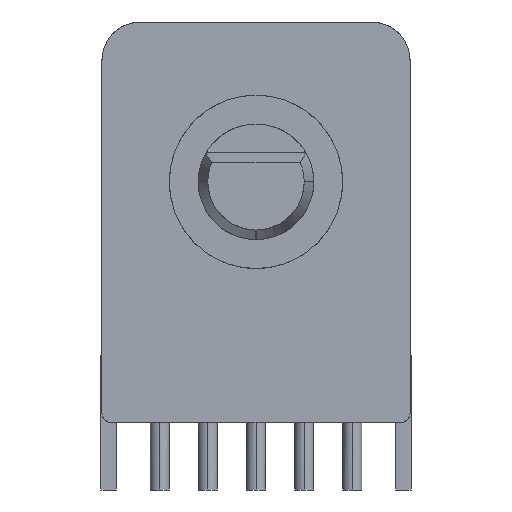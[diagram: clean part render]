
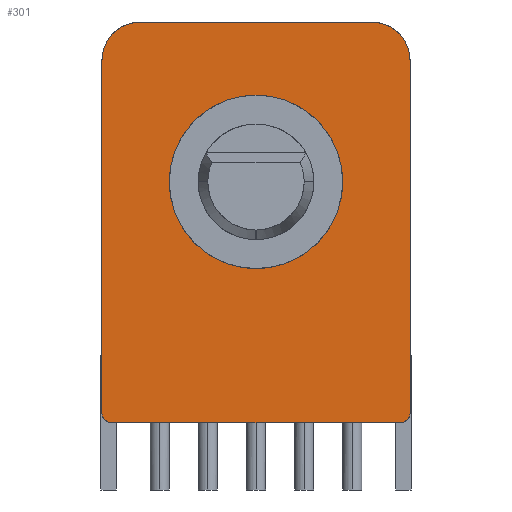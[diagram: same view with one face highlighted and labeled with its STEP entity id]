
A CAD part, front view. The second image highlights one B-rep face of the part: STEP entity #301.
In plain terms, the highlighted free-form (B-spline) face has degree [1, 1] with [2, 2] control points.
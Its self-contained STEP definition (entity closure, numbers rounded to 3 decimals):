
#200=(
BOUNDED_SURFACE()
B_SPLINE_SURFACE(1,1,((#201,#202),(#203,#204)),.UNSPECIFIED.,.F.,.F.,.F.)
B_SPLINE_SURFACE_WITH_KNOTS((2,2),(2,2),(0.000,1.000),(0.000,1.000),.UNSPECIFIED.)
GEOMETRIC_REPRESENTATION_ITEM()
RATIONAL_B_SPLINE_SURFACE(((1.,1.),(1.,1.)))
REPRESENTATION_ITEM('')
SURFACE()
);
#201=CARTESIAN_POINT('',(8.,-8.,20.8));
#202=CARTESIAN_POINT('',(8.,-8.,0.));
#203=CARTESIAN_POINT('',(-8.,-8.,20.8));
#204=CARTESIAN_POINT('',(-8.,-8.,0.));
#205=CARTESIAN_POINT('',(-7.5,-8.,0.));
#206=VERTEX_POINT('',#205);
#207=(
BOUNDED_CURVE()
B_SPLINE_CURVE(2,(#208,#209,#210),.UNSPECIFIED.,.F.,.F.)
B_SPLINE_CURVE_WITH_KNOTS((3,3),(0.000,1.000),.UNSPECIFIED.)
CURVE()
GEOMETRIC_REPRESENTATION_ITEM()
RATIONAL_B_SPLINE_CURVE((1.,0.707,1.))
REPRESENTATION_ITEM('')
);
#208=CARTESIAN_POINT('',(-7.5,-8.,0.));
#209=CARTESIAN_POINT('',(-8.,-8.,0.));
#210=CARTESIAN_POINT('',(-8.,-8.,0.5));
#211=CARTESIAN_POINT('',(-8.,-8.,0.5));
#212=VERTEX_POINT('',#211);
#213=EDGE_CURVE('',#206,#212,#207,.T.);
#214=ORIENTED_EDGE('',*,*,#213,.T.);
#215=(
BOUNDED_CURVE()
B_SPLINE_CURVE(1,(#216,#217),.UNSPECIFIED.,.F.,.F.)
B_SPLINE_CURVE_WITH_KNOTS((2,2),(0.000,1.000),.UNSPECIFIED.)
CURVE()
GEOMETRIC_REPRESENTATION_ITEM()
RATIONAL_B_SPLINE_CURVE((1.,1.))
REPRESENTATION_ITEM('')
);
#216=CARTESIAN_POINT('',(-8.,-8.,0.5));
#217=CARTESIAN_POINT('',(-8.,-8.,18.8));
#218=CARTESIAN_POINT('',(-8.,-8.,18.8));
#219=VERTEX_POINT('',#218);
#220=EDGE_CURVE('',#212,#219,#215,.T.);
#221=ORIENTED_EDGE('',*,*,#220,.T.);
#222=(
BOUNDED_CURVE()
B_SPLINE_CURVE(2,(#223,#224,#225),.UNSPECIFIED.,.F.,.F.)
B_SPLINE_CURVE_WITH_KNOTS((3,3),(0.000,1.000),.UNSPECIFIED.)
CURVE()
GEOMETRIC_REPRESENTATION_ITEM()
RATIONAL_B_SPLINE_CURVE((1.,0.707,1.))
REPRESENTATION_ITEM('')
);
#223=CARTESIAN_POINT('',(-8.,-8.,18.8));
#224=CARTESIAN_POINT('',(-8.,-8.,20.8));
#225=CARTESIAN_POINT('',(-6.,-8.,20.8));
#226=CARTESIAN_POINT('',(-6.,-8.,20.8));
#227=VERTEX_POINT('',#226);
#228=EDGE_CURVE('',#219,#227,#222,.T.);
#229=ORIENTED_EDGE('',*,*,#228,.T.);
#230=(
BOUNDED_CURVE()
B_SPLINE_CURVE(1,(#231,#232),.UNSPECIFIED.,.F.,.F.)
B_SPLINE_CURVE_WITH_KNOTS((2,2),(0.000,1.000),.UNSPECIFIED.)
CURVE()
GEOMETRIC_REPRESENTATION_ITEM()
RATIONAL_B_SPLINE_CURVE((1.,1.))
REPRESENTATION_ITEM('')
);
#231=CARTESIAN_POINT('',(-6.,-8.,20.8));
#232=CARTESIAN_POINT('',(6.,-8.,20.8));
#233=CARTESIAN_POINT('',(6.,-8.,20.8));
#234=VERTEX_POINT('',#233);
#235=EDGE_CURVE('',#227,#234,#230,.T.);
#236=ORIENTED_EDGE('',*,*,#235,.T.);
#237=(
BOUNDED_CURVE()
B_SPLINE_CURVE(2,(#238,#239,#240),.UNSPECIFIED.,.F.,.F.)
B_SPLINE_CURVE_WITH_KNOTS((3,3),(0.000,1.000),.UNSPECIFIED.)
CURVE()
GEOMETRIC_REPRESENTATION_ITEM()
RATIONAL_B_SPLINE_CURVE((1.,0.707,1.))
REPRESENTATION_ITEM('')
);
#238=CARTESIAN_POINT('',(6.,-8.,20.8));
#239=CARTESIAN_POINT('',(8.,-8.,20.8));
#240=CARTESIAN_POINT('',(8.,-8.,18.8));
#241=CARTESIAN_POINT('',(8.,-8.,18.8));
#242=VERTEX_POINT('',#241);
#243=EDGE_CURVE('',#234,#242,#237,.T.);
#244=ORIENTED_EDGE('',*,*,#243,.T.);
#245=(
BOUNDED_CURVE()
B_SPLINE_CURVE(1,(#246,#247),.UNSPECIFIED.,.F.,.F.)
B_SPLINE_CURVE_WITH_KNOTS((2,2),(0.000,1.000),.UNSPECIFIED.)
CURVE()
GEOMETRIC_REPRESENTATION_ITEM()
RATIONAL_B_SPLINE_CURVE((1.,1.))
REPRESENTATION_ITEM('')
);
#246=CARTESIAN_POINT('',(8.,-8.,18.8));
#247=CARTESIAN_POINT('',(8.,-8.,0.5));
#248=CARTESIAN_POINT('',(8.,-8.,0.5));
#249=VERTEX_POINT('',#248);
#250=EDGE_CURVE('',#242,#249,#245,.T.);
#251=ORIENTED_EDGE('',*,*,#250,.T.);
#252=(
BOUNDED_CURVE()
B_SPLINE_CURVE(2,(#253,#254,#255),.UNSPECIFIED.,.F.,.F.)
B_SPLINE_CURVE_WITH_KNOTS((3,3),(0.000,1.000),.UNSPECIFIED.)
CURVE()
GEOMETRIC_REPRESENTATION_ITEM()
RATIONAL_B_SPLINE_CURVE((1.,0.707,1.))
REPRESENTATION_ITEM('')
);
#253=CARTESIAN_POINT('',(8.,-8.,0.5));
#254=CARTESIAN_POINT('',(8.,-8.,0.));
#255=CARTESIAN_POINT('',(7.5,-8.,0.));
#256=CARTESIAN_POINT('',(7.5,-8.,0.));
#257=VERTEX_POINT('',#256);
#258=EDGE_CURVE('',#249,#257,#252,.T.);
#259=ORIENTED_EDGE('',*,*,#258,.T.);
#260=(
BOUNDED_CURVE()
B_SPLINE_CURVE(1,(#261,#262),.UNSPECIFIED.,.F.,.F.)
B_SPLINE_CURVE_WITH_KNOTS((2,2),(0.000,1.000),.UNSPECIFIED.)
CURVE()
GEOMETRIC_REPRESENTATION_ITEM()
RATIONAL_B_SPLINE_CURVE((1.,1.))
REPRESENTATION_ITEM('')
);
#261=CARTESIAN_POINT('',(7.5,-8.,0.));
#262=CARTESIAN_POINT('',(-7.5,-8.,0.));
#263=EDGE_CURVE('',#257,#206,#260,.T.);
#264=ORIENTED_EDGE('',*,*,#263,.T.);
#265=EDGE_LOOP('',(#214,#221,#229,#236,#244,#251,#259,#264));
#266=FACE_OUTER_BOUND('',#265,.T.);
#267=CARTESIAN_POINT('',(-4.5,-8.,12.5));
#268=VERTEX_POINT('',#267);
#269=(
BOUNDED_CURVE()
B_SPLINE_CURVE(2,(#270,#271,#272),.UNSPECIFIED.,.F.,.F.)
B_SPLINE_CURVE_WITH_KNOTS((3,3),(0.000,1.000),.UNSPECIFIED.)
CURVE()
GEOMETRIC_REPRESENTATION_ITEM()
RATIONAL_B_SPLINE_CURVE((1.,0.707,1.))
REPRESENTATION_ITEM('')
);
#270=CARTESIAN_POINT('',(-4.5,-8.,12.5));
#271=CARTESIAN_POINT('',(-4.5,-8.,8.));
#272=CARTESIAN_POINT('',(0.,-8.,8.));
#273=CARTESIAN_POINT('',(0.,-8.,8.));
#274=VERTEX_POINT('',#273);
#275=EDGE_CURVE('',#268,#274,#269,.T.);
#276=ORIENTED_EDGE('',*,*,#275,.T.);
#277=(
BOUNDED_CURVE()
B_SPLINE_CURVE(2,(#278,#279,#280),.UNSPECIFIED.,.F.,.F.)
B_SPLINE_CURVE_WITH_KNOTS((3,3),(0.000,1.000),.UNSPECIFIED.)
CURVE()
GEOMETRIC_REPRESENTATION_ITEM()
RATIONAL_B_SPLINE_CURVE((1.,0.707,1.))
REPRESENTATION_ITEM('')
);
#278=CARTESIAN_POINT('',(0.,-8.,8.));
#279=CARTESIAN_POINT('',(4.5,-8.,8.));
#280=CARTESIAN_POINT('',(4.5,-8.,12.5));
#281=CARTESIAN_POINT('',(4.5,-8.,12.5));
#282=VERTEX_POINT('',#281);
#283=EDGE_CURVE('',#274,#282,#277,.T.);
#284=ORIENTED_EDGE('',*,*,#283,.T.);
#285=(
BOUNDED_CURVE()
B_SPLINE_CURVE(2,(#286,#287,#288),.UNSPECIFIED.,.F.,.F.)
B_SPLINE_CURVE_WITH_KNOTS((3,3),(0.000,1.000),.UNSPECIFIED.)
CURVE()
GEOMETRIC_REPRESENTATION_ITEM()
RATIONAL_B_SPLINE_CURVE((1.,0.707,1.))
REPRESENTATION_ITEM('')
);
#286=CARTESIAN_POINT('',(4.5,-8.,12.5));
#287=CARTESIAN_POINT('',(4.5,-8.,17.));
#288=CARTESIAN_POINT('',(0.,-8.,17.));
#289=CARTESIAN_POINT('',(0.,-8.,17.));
#290=VERTEX_POINT('',#289);
#291=EDGE_CURVE('',#282,#290,#285,.T.);
#292=ORIENTED_EDGE('',*,*,#291,.T.);
#293=(
BOUNDED_CURVE()
B_SPLINE_CURVE(2,(#294,#295,#296),.UNSPECIFIED.,.F.,.F.)
B_SPLINE_CURVE_WITH_KNOTS((3,3),(0.000,1.000),.UNSPECIFIED.)
CURVE()
GEOMETRIC_REPRESENTATION_ITEM()
RATIONAL_B_SPLINE_CURVE((1.,0.707,1.))
REPRESENTATION_ITEM('')
);
#294=CARTESIAN_POINT('',(0.,-8.,17.));
#295=CARTESIAN_POINT('',(-4.5,-8.,17.));
#296=CARTESIAN_POINT('',(-4.5,-8.,12.5));
#297=EDGE_CURVE('',#290,#268,#293,.T.);
#298=ORIENTED_EDGE('',*,*,#297,.T.);
#299=EDGE_LOOP('',(#276,#284,#292,#298));
#300=FACE_BOUND('',#299,.T.);
#301=ADVANCED_FACE('',(#266,#300),#200,.T.);
